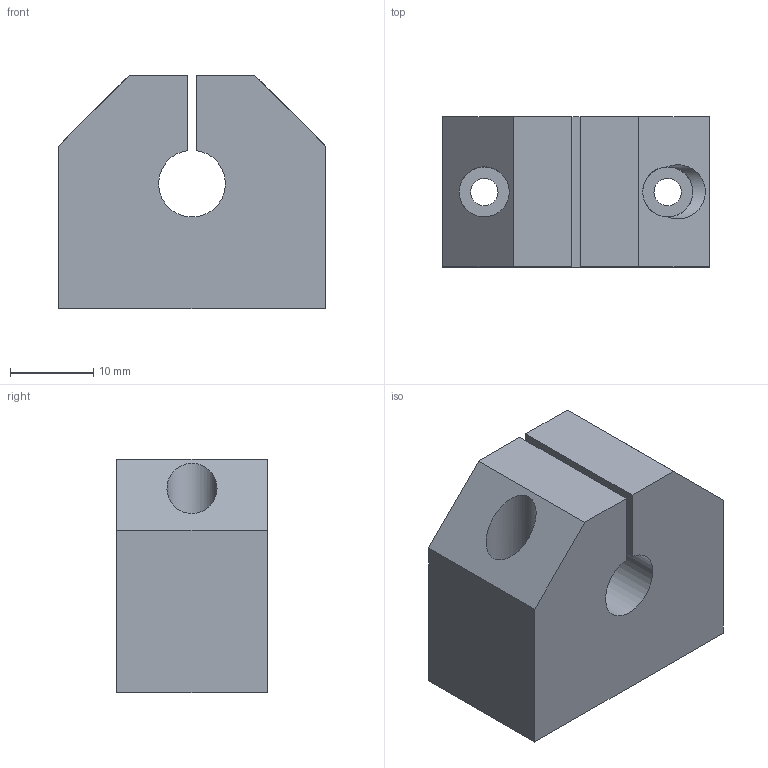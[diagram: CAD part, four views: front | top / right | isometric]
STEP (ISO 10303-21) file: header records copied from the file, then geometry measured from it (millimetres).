
FILE_DESCRIPTION( ( 'STEP AP214' ), '1' );
FILE_NAME( 'SGWN-08.stp', '2010-07-28T14:19:46', ( ' ' ), ( ' ' ), 'XStep 1.0', ' ', ' ' );
FILE_SCHEMA( ( 'CONFIG_CONTROL_DESIGN) ( )' ) );
Length unit declared in the file: metre
Products named in the file (1): 1
Bounding box: 32 x 18 x 28 mm (x, y, z)
Volume: 12782.5 mm3; surface area: 5060.9 mm2
Topology: 1 solids, 1 shells, 30 faces, 71 edges, 48 vertices
Faces by surface type: plane 22, cylinder 8
Full cylindrical faces by diameter (mm): 3.3 x2, 5.5 x1, 6 x2, 6.5 x1
Entity records: 1176 total; most frequent: CARTESIAN_POINT 246, DIRECTION 136, ORIENTED_EDGE 124, EDGE_CURVE 62, LINE 46, VECTOR 46, AXIS2_PLACEMENT_3D 45, EDGE_LOOP 45
